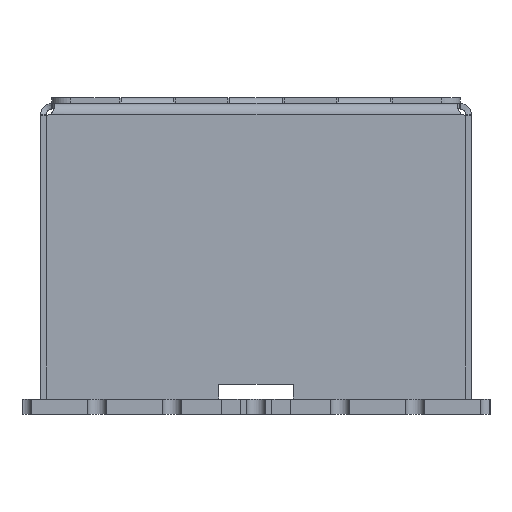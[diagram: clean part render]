
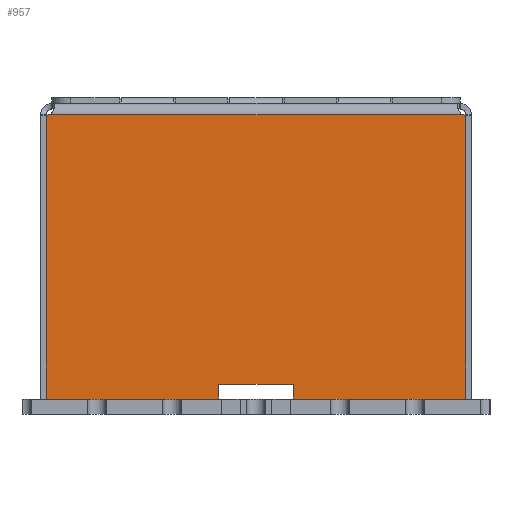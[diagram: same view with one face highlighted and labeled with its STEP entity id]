
A CAD part, left-side view. The second image highlights one B-rep face of the part: STEP entity #957.
In plain terms, the highlighted planar face has unit normal (-1, 0, 0).
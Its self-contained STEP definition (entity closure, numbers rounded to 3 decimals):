
#957=ADVANCED_FACE('',(#7709),#7711,.F.);
#7709=FACE_BOUND('',#7710,.T.);
#7710=EDGE_LOOP('',(#16226,#16227,#16228,#16229,#16230,#16231,#16232,#16233,#16234,
#16235));
#7711=PLANE('',#7712);
#7712=AXIS2_PLACEMENT_3D('',#7713,#7714,#7715);
#7713=CARTESIAN_POINT('',(-14.15,0.,16.613));
#7714=DIRECTION('',(1.,0.,0.));
#7715=DIRECTION('',(0.,0.,-1.));
#16226=ORIENTED_EDGE('',*,*,#19870,.T.);
#16227=ORIENTED_EDGE('',*,*,#20225,.F.);
#16228=ORIENTED_EDGE('',*,*,#20226,.F.);
#16229=ORIENTED_EDGE('',*,*,#20227,.F.);
#16230=ORIENTED_EDGE('',*,*,#19905,.T.);
#16231=ORIENTED_EDGE('',*,*,#20224,.F.);
#16232=ORIENTED_EDGE('',*,*,#20228,.T.);
#16233=ORIENTED_EDGE('',*,*,#20217,.F.);
#16234=ORIENTED_EDGE('',*,*,#20229,.F.);
#16235=ORIENTED_EDGE('',*,*,#20230,.T.);
#19870=EDGE_CURVE('',#22073,#22074,#22075,.T.);
#19905=EDGE_CURVE('',#22138,#22135,#22139,.T.);
#20217=EDGE_CURVE('',#22683,#22685,#22686,.T.);
#20224=EDGE_CURVE('',#22695,#22135,#22697,.T.);
#20225=EDGE_CURVE('',#22698,#22074,#22699,.T.);
#20226=EDGE_CURVE('',#22700,#22698,#22701,.T.);
#20227=EDGE_CURVE('',#22138,#22700,#22702,.T.);
#20228=EDGE_CURVE('',#22695,#22685,#22703,.T.);
#20229=EDGE_CURVE('',#22704,#22683,#22705,.T.);
#20230=EDGE_CURVE('',#22704,#22073,#22706,.T.);
#22073=VERTEX_POINT('',#25783);
#22074=VERTEX_POINT('',#25784);
#22075=LINE('',#25785,#25786);
#22135=VERTEX_POINT('',#25922);
#22138=VERTEX_POINT('',#25927);
#22139=LINE('',#25928,#25929);
#22683=VERTEX_POINT('',#27130);
#22685=VERTEX_POINT('',#27151);
#22686=LINE('',#27152,#27153);
#22695=VERTEX_POINT('',#27220);
#22697=LINE('',#27224,#27225);
#22698=VERTEX_POINT('',#27227);
#22699=LINE('',#27228,#27229);
#22700=VERTEX_POINT('',#27231);
#22701=LINE('',#27232,#27233);
#22702=LINE('',#27235,#27236);
#22703=CIRCLE('',#27238,0.45);
#22704=VERTEX_POINT('',#27242);
#22705=CIRCLE('',#27243,0.45);
#22706=LINE('',#27247,#27248);
#25783=CARTESIAN_POINT('',(-14.15,11.199,0.813));
#25784=CARTESIAN_POINT('',(-14.15,2.,0.813));
#25785=CARTESIAN_POINT('',(-14.15,11.199,0.813));
#25786=VECTOR('',#25787,1.);
#25787=DIRECTION('',(0.,-1.,0.));
#25922=CARTESIAN_POINT('',(-14.15,-11.199,0.813));
#25927=CARTESIAN_POINT('',(-14.15,-2.,0.813));
#25928=CARTESIAN_POINT('',(-14.15,-2.,0.813));
#25929=VECTOR('',#25930,1.);
#25930=DIRECTION('',(0.,-1.,0.));
#27130=CARTESIAN_POINT('',(-14.15,11.009,16.013));
#27151=CARTESIAN_POINT('',(-14.15,-11.009,16.013));
#27152=CARTESIAN_POINT('',(-14.15,11.009,16.013));
#27153=VECTOR('',#27154,1.);
#27154=DIRECTION('',(0.,-1.,0.));
#27220=CARTESIAN_POINT('',(-14.15,-11.199,15.971));
#27224=CARTESIAN_POINT('',(-14.15,-11.199,15.971));
#27225=VECTOR('',#27226,1.);
#27226=DIRECTION('',(0.,0.,-1.));
#27227=CARTESIAN_POINT('',(-14.15,2.,1.613));
#27228=CARTESIAN_POINT('',(-14.15,2.,1.613));
#27229=VECTOR('',#27230,1.);
#27230=DIRECTION('',(0.,0.,-1.));
#27231=CARTESIAN_POINT('',(-14.15,-2.,1.613));
#27232=CARTESIAN_POINT('',(-14.15,-2.,1.613));
#27233=VECTOR('',#27234,1.);
#27234=DIRECTION('',(0.,1.,0.));
#27235=CARTESIAN_POINT('',(-14.15,-2.,0.813));
#27236=VECTOR('',#27237,1.);
#27237=DIRECTION('',(0.,0.,1.));
#27238=AXIS2_PLACEMENT_3D('',#27239,#27240,#27241);
#27239=CARTESIAN_POINT('',(-14.15,-11.199,16.421));
#27240=DIRECTION('',(1.,0.,0.));
#27241=DIRECTION('',(0.,0.,-1.));
#27242=CARTESIAN_POINT('',(-14.15,11.199,15.971));
#27243=AXIS2_PLACEMENT_3D('',#27244,#27245,#27246);
#27244=CARTESIAN_POINT('',(-14.15,11.199,16.421));
#27245=DIRECTION('',(-1.,0.,0.));
#27246=DIRECTION('',(0.,0.,-1.));
#27247=CARTESIAN_POINT('',(-14.15,11.199,15.971));
#27248=VECTOR('',#27249,1.);
#27249=DIRECTION('',(0.,0.,-1.));
